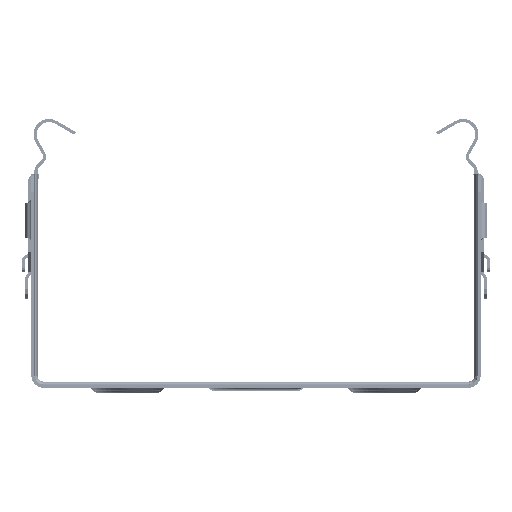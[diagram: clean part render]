
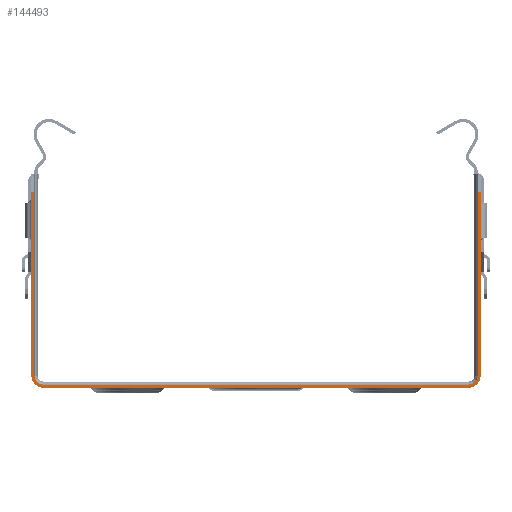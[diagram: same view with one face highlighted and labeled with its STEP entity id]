
A CAD part, front view. The second image highlights one B-rep face of the part: STEP entity #144493.
In plain terms, the highlighted planar face has unit normal (0, -1, 0).
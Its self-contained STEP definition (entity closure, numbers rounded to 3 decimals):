
#11559=CIRCLE('',#160980,2.);
#11560=CIRCLE('',#160981,2.);
#11561=CIRCLE('',#160982,2.7);
#11562=CIRCLE('',#160983,2.7);
#22877=FACE_OUTER_BOUND('',#31637,.T.);
#31637=EDGE_LOOP('',(#126297,#126298,#126299,#126300,#126301,#126302,#126303,
#126304,#126305,#126306,#126307,#126308));
#44808=LINE('',#247308,#57186);
#44849=LINE('',#247453,#57227);
#44985=LINE('',#247906,#57363);
#44988=LINE('',#247911,#57366);
#45007=LINE('',#247978,#57385);
#45008=LINE('',#247982,#57386);
#45009=LINE('',#247985,#57387);
#45010=LINE('',#247989,#57388);
#57186=VECTOR('',#205242,10.);
#57227=VECTOR('',#205363,10.);
#57363=VECTOR('',#205767,10.);
#57366=VECTOR('',#205772,10.);
#57385=VECTOR('',#205845,10.);
#57386=VECTOR('',#205848,10.);
#57387=VECTOR('',#205851,10.);
#57388=VECTOR('',#205854,10.);
#70101=VERTEX_POINT('',#247281);
#70114=VERTEX_POINT('',#247306);
#70157=VERTEX_POINT('',#247450);
#70158=VERTEX_POINT('',#247452);
#70281=VERTEX_POINT('',#247905);
#70282=VERTEX_POINT('',#247909);
#70303=VERTEX_POINT('',#247977);
#70304=VERTEX_POINT('',#247979);
#70305=VERTEX_POINT('',#247981);
#70306=VERTEX_POINT('',#247983);
#70307=VERTEX_POINT('',#247986);
#70308=VERTEX_POINT('',#247988);
#90483=EDGE_CURVE('',#70101,#70114,#44808,.T.);
#90547=EDGE_CURVE('',#70158,#70157,#44849,.T.);
#90747=EDGE_CURVE('',#70281,#70101,#44985,.T.);
#90750=EDGE_CURVE('',#70157,#70282,#44988,.T.);
#90783=EDGE_CURVE('',#70282,#70303,#45007,.T.);
#90784=EDGE_CURVE('',#70303,#70304,#11559,.T.);
#90785=EDGE_CURVE('',#70304,#70305,#45008,.T.);
#90786=EDGE_CURVE('',#70305,#70306,#11560,.T.);
#90787=EDGE_CURVE('',#70306,#70281,#45009,.T.);
#90788=EDGE_CURVE('',#70114,#70307,#11561,.T.);
#90789=EDGE_CURVE('',#70307,#70308,#45010,.T.);
#90790=EDGE_CURVE('',#70308,#70158,#11562,.T.);
#126297=ORIENTED_EDGE('',*,*,#90750,.T.);
#126298=ORIENTED_EDGE('',*,*,#90783,.T.);
#126299=ORIENTED_EDGE('',*,*,#90784,.T.);
#126300=ORIENTED_EDGE('',*,*,#90785,.T.);
#126301=ORIENTED_EDGE('',*,*,#90786,.T.);
#126302=ORIENTED_EDGE('',*,*,#90787,.T.);
#126303=ORIENTED_EDGE('',*,*,#90747,.T.);
#126304=ORIENTED_EDGE('',*,*,#90483,.T.);
#126305=ORIENTED_EDGE('',*,*,#90788,.T.);
#126306=ORIENTED_EDGE('',*,*,#90789,.T.);
#126307=ORIENTED_EDGE('',*,*,#90790,.T.);
#126308=ORIENTED_EDGE('',*,*,#90547,.T.);
#136253=PLANE('',#160979);
#144493=ADVANCED_FACE('',(#22877),#136253,.T.);
#160979=AXIS2_PLACEMENT_3D('',#247976,#205843,#205844);
#160980=AXIS2_PLACEMENT_3D('',#247980,#205846,#205847);
#160981=AXIS2_PLACEMENT_3D('',#247984,#205849,#205850);
#160982=AXIS2_PLACEMENT_3D('',#247987,#205852,#205853);
#160983=AXIS2_PLACEMENT_3D('',#247990,#205855,#205856);
#205242=DIRECTION('',(0.,0.,-1.));
#205363=DIRECTION('',(0.,0.,1.));
#205767=DIRECTION('',(-1.,0.,0.));
#205772=DIRECTION('',(-1.,0.,0.));
#205843=DIRECTION('center_axis',(0.,-1.,0.));
#205844=DIRECTION('ref_axis',(0.,0.,-1.));
#205845=DIRECTION('',(0.,0.,-1.));
#205846=DIRECTION('center_axis',(0.,1.,0.));
#205847=DIRECTION('ref_axis',(0.,0.,
1.));
#205848=DIRECTION('',(-1.,0.,0.));
#205849=DIRECTION('center_axis',(0.,1.,0.));
#205850=DIRECTION('ref_axis',(1.,0.,0.));
#205851=DIRECTION('',(0.,0.,1.));
#205852=DIRECTION('center_axis',(0.,-1.,0.));
#205853=DIRECTION('ref_axis',(-1.,0.,0.));
#205854=DIRECTION('',(1.,0.,0.));
#205855=DIRECTION('center_axis',(0.,-1.,0.));
#205856=DIRECTION('ref_axis',(0.,0.,
-1.));
#247281=CARTESIAN_POINT('',(-50.7,-51.,43.387));
#247306=CARTESIAN_POINT('',(-50.7,-51.,2.));
#247308=CARTESIAN_POINT('',(-50.7,-51.,48.387));
#247450=CARTESIAN_POINT('',(50.7,-51.,43.387));
#247452=CARTESIAN_POINT('',(50.7,-51.,2.));
#247453=CARTESIAN_POINT('',(50.7,-51.,2.));
#247905=CARTESIAN_POINT('',(-50.,-51.,43.387));
#247906=CARTESIAN_POINT('',(25.,-51.,43.387));
#247909=CARTESIAN_POINT('',(50.,-51.,43.387));
#247911=CARTESIAN_POINT('',(25.,-51.,43.387));
#247976=CARTESIAN_POINT('Origin',(0.,-51.,23.844));
#247977=CARTESIAN_POINT('',(50.,-51.,2.));
#247978=CARTESIAN_POINT('',(50.,-51.,48.387));
#247979=CARTESIAN_POINT('',(48.,-51.,0.));
#247980=CARTESIAN_POINT('Origin',(48.,-51.,2.));
#247981=CARTESIAN_POINT('',(-48.,-51.,0.));
#247982=CARTESIAN_POINT('',(48.,-51.,0.));
#247983=CARTESIAN_POINT('',(-50.,-51.,2.));
#247984=CARTESIAN_POINT('Origin',(-48.,-51.,2.));
#247985=CARTESIAN_POINT('',(-50.,-51.,2.));
#247986=CARTESIAN_POINT('',(-48.,-51.,-0.7));
#247987=CARTESIAN_POINT('Origin',(-48.,-51.,2.));
#247988=CARTESIAN_POINT('',(48.,-51.,-0.7));
#247989=CARTESIAN_POINT('',(-48.,-51.,-0.7));
#247990=CARTESIAN_POINT('Origin',(48.,-51.,2.));
